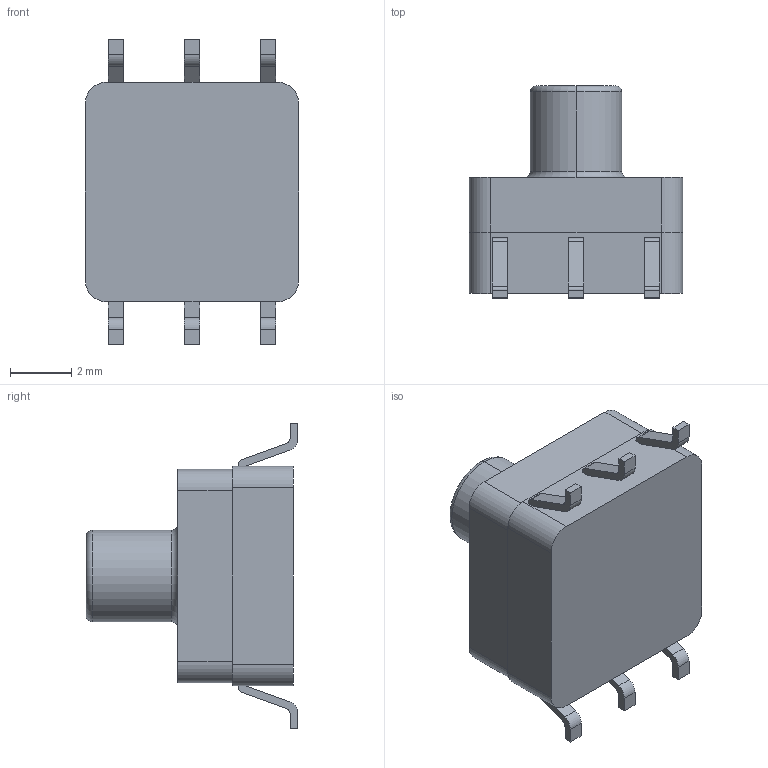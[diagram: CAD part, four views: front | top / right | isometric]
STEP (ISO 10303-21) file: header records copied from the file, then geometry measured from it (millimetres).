
FILE_DESCRIPTION (( 'STEP AP214' ), '1' );
FILE_NAME ('ADP5240.STEP', '2017-11-19T11:57:12', ( '' ), ( '' ), 'SwSTEP 2.0', 'SolidWorks 2017', '' );
FILE_SCHEMA (( 'AUTOMOTIVE_DESIGN' ));
Length unit declared in the file: millimetre
Products named in the file (1): ADP5240
Bounding box: 7 x 6.95 x 10 mm (x, y, z)
Volume: 194.7 mm3; surface area: 394.7 mm2
Topology: 8 solids, 8 shells, 153 faces, 362 edges, 240 vertices
Faces by surface type: plane 83, cylinder 66, torus 4
Entity records: 4565 total; most frequent: DIRECTION 810, CARTESIAN_POINT 756, ORIENTED_EDGE 724, EDGE_CURVE 362, AXIS2_PLACEMENT_3D 294, VERTEX_POINT 240, VECTOR 222, LINE 222
